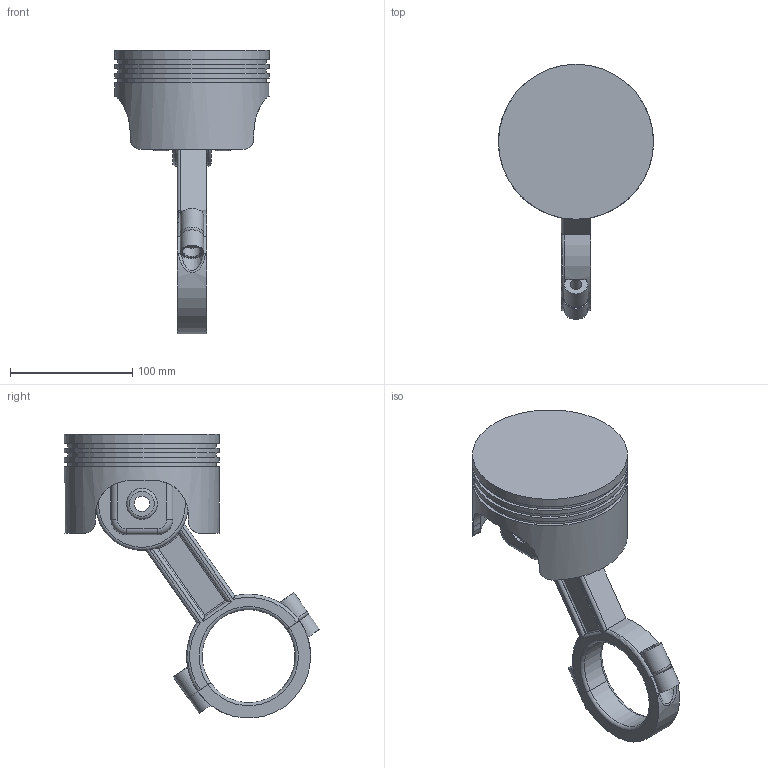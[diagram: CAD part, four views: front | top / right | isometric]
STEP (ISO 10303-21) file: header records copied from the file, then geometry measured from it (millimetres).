
FILE_DESCRIPTION(/* description */ (''),/* implementation_level */ '2;1');
FILE_NAME(/* name */ 'Piston_assembly.stp',/* time_stamp */ '2019-09-25T15:28:46+01:00',/* author */ (''),/* organization */ (''),/* preprocessor_version */ 'ST-DEVELOPER v16.7',/* originating_system */ 'SIEMENS PLM Software NX 12.0',/* authorisation */ '');
FILE_SCHEMA (('AUTOMOTIVE_DESIGN { 1 0 10303 214 3 1 1 1 }'));
Length unit declared in the file: millimetre
Products named in the file (5): piston pin_model1; piston cover_model1; piston_model1; piston rod_model1; v6 piston assembly_asm1
Assembly tree (4 placements, depth 2):
  v6 piston assembly_asm1
    piston rod_model1
    piston_model1
    piston cover_model1
    piston pin_model1
Bounding box: 127 x 209.05 x 232.55 mm (x, y, z)
Volume: 677729 mm3; surface area: 149566.7 mm2
Topology: 4 solids, 4 shells, 150 faces, 365 edges, 232 vertices
Faces by surface type: cylinder 67, plane 54, torus 21, cone 6, bspline 2
Full cylindrical faces by diameter (mm): 9 x2, 9.52 x2, 12.7 x1, 15 x2, 25.4 x3, 50.8 x1, 76.2 x1, 114.3 x1, 121.92 x3, 127 x4
Entity records: 4859 total; most frequent: CARTESIAN_POINT 1334, DIRECTION 733, ORIENTED_EDGE 656, EDGE_CURVE 328, AXIS2_PLACEMENT_3D 300, VERTEX_POINT 223, EDGE_LOOP 203, ADVANCED_FACE 150
